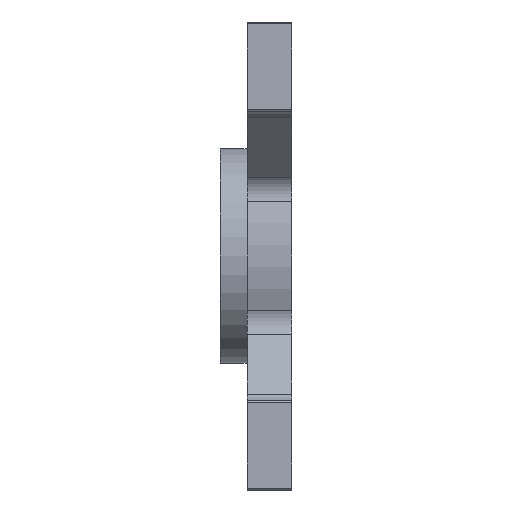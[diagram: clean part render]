
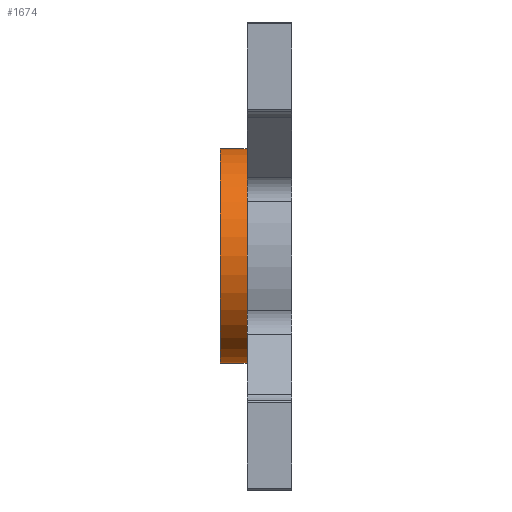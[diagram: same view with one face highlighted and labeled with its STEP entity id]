
A CAD part, left-side view. The second image highlights one B-rep face of the part: STEP entity #1674.
In plain terms, the highlighted cylindrical face has radius 7.62 mm (diameter 15.24 mm), a partial arc.
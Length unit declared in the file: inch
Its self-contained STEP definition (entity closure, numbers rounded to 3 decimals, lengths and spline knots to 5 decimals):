
#63 = ORIENTED_EDGE ( 'NONE', *, *, #1956, .T. ) ;
#180 = VERTEX_POINT ( 'NONE', #1341 ) ;
#324 = VECTOR ( 'NONE', #790, 39.37008 ) ;
#383 = CARTESIAN_POINT ( 'NONE',  ( 0., 0.2, -0.3 ) ) ;
#490 = AXIS2_PLACEMENT_3D ( 'NONE', #2593, #2366, #2334 ) ;
#564 = ORIENTED_EDGE ( 'NONE', *, *, #2419, .T. ) ;
#668 = CARTESIAN_POINT ( 'NONE',  ( 0., 0.125, 0.3 ) ) ;
#683 = EDGE_CURVE ( 'NONE', #180, #1910, #1187, .T. ) ;
#704 = VERTEX_POINT ( 'NONE', #2865 ) ;
#790 = DIRECTION ( 'NONE',  ( 0., -1., 0. ) ) ;
#921 = CARTESIAN_POINT ( 'NONE',  ( 0., 0.2, 0.3 ) ) ;
#1080 = CIRCLE ( 'NONE', #1865, 0.3 ) ;
#1187 = LINE ( 'NONE', #921, #324 ) ;
#1326 = EDGE_CURVE ( 'NONE', #3246, #180, #1080, .T. ) ;
#1341 = CARTESIAN_POINT ( 'NONE',  ( 0., 0.2, 0.3 ) ) ;
#1589 = CARTESIAN_POINT ( 'NONE',  ( 0., 0.2, -0.3 ) ) ;
#1674 = ADVANCED_FACE ( 'NONE', ( #2251 ), #2873, .T. ) ;
#1865 = AXIS2_PLACEMENT_3D ( 'NONE', #2518, #2538, #2229 ) ;
#1910 = VERTEX_POINT ( 'NONE', #668 ) ;
#1956 = EDGE_CURVE ( 'NONE', #3246, #704, #1957, .T. ) ;
#1957 = LINE ( 'NONE', #383, #3262 ) ;
#2058 = ORIENTED_EDGE ( 'NONE', *, *, #683, .F. ) ;
#2229 = DIRECTION ( 'NONE',  ( 0., 0., 1. ) ) ;
#2251 = FACE_OUTER_BOUND ( 'NONE', #2474, .T. ) ;
#2255 = AXIS2_PLACEMENT_3D ( 'NONE', #3014, #3290, #3229 ) ;
#2334 = DIRECTION ( 'NONE',  ( 0., 0., 1. ) ) ;
#2366 = DIRECTION ( 'NONE',  ( 0., 1., 0. ) ) ;
#2419 = EDGE_CURVE ( 'NONE', #704, #1910, #2890, .T. ) ;
#2474 = EDGE_LOOP ( 'NONE', ( #2058, #2832, #63, #564 ) ) ;
#2518 = CARTESIAN_POINT ( 'NONE',  ( 0., 0.2, 0. ) ) ;
#2538 = DIRECTION ( 'NONE',  ( 0., 1., 0. ) ) ;
#2593 = CARTESIAN_POINT ( 'NONE',  ( 0., 0.125, 0. ) ) ;
#2832 = ORIENTED_EDGE ( 'NONE', *, *, #1326, .F. ) ;
#2865 = CARTESIAN_POINT ( 'NONE',  ( 0., 0.125, -0.3 ) ) ;
#2873 = CYLINDRICAL_SURFACE ( 'NONE', #2255, 0.3 ) ;
#2890 = CIRCLE ( 'NONE', #490, 0.3 ) ;
#3014 = CARTESIAN_POINT ( 'NONE',  ( 0., 0.2, 0. ) ) ;
#3056 = DIRECTION ( 'NONE',  ( 0., -1., 0. ) ) ;
#3229 = DIRECTION ( 'NONE',  ( 0., 0., -1. ) ) ;
#3246 = VERTEX_POINT ( 'NONE', #1589 ) ;
#3262 = VECTOR ( 'NONE', #3056, 39.37008 ) ;
#3290 = DIRECTION ( 'NONE',  ( 0., -1., 0. ) ) ;
